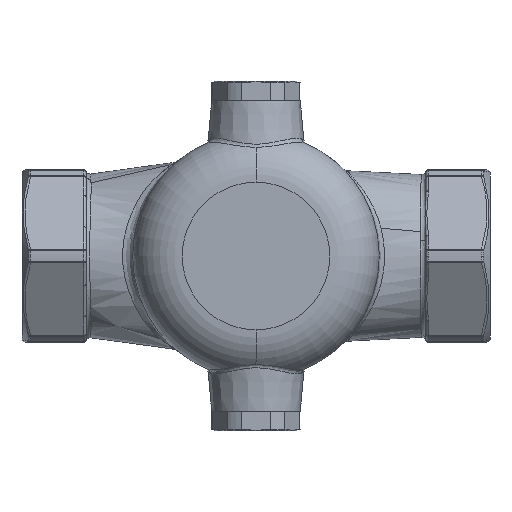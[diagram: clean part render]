
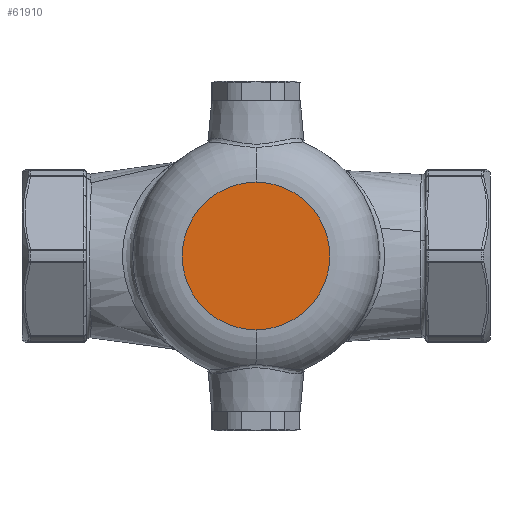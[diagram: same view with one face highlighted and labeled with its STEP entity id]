
A CAD part, front view. The second image highlights one B-rep face of the part: STEP entity #61910.
In plain terms, the highlighted planar face has unit normal (0, -1, 0).
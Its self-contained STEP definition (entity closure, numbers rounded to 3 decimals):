
#156 = FACE_OUTER_BOUND ( 'NONE', #31238, .T. ) ;
#4015 = CIRCLE ( 'NONE', #33131, 15. ) ;
#8535 = VERTEX_POINT ( 'NONE', #8910 ) ;
#8910 = CARTESIAN_POINT ( 'NONE',  ( 0., -33.5, 15. ) ) ;
#9435 = CARTESIAN_POINT ( 'NONE',  ( 0., -33.5, 0. ) ) ;
#15569 = DIRECTION ( 'NONE',  ( 0., 0., -1. ) ) ;
#21590 = PLANE ( 'NONE',  #53295 ) ;
#23238 = CARTESIAN_POINT ( 'NONE',  ( 0., -33.5, -15. ) ) ;
#25000 = VERTEX_POINT ( 'NONE', #23238 ) ;
#27922 = CARTESIAN_POINT ( 'NONE',  ( 0., -33.5, -15. ) ) ;
#28067 = DIRECTION ( 'NONE',  ( 0., 1., 0. ) ) ;
#28300 = CIRCLE ( 'NONE', #50043, 15. ) ;
#31238 = EDGE_LOOP ( 'NONE', ( #37376, #32461 ) ) ;
#32461 = ORIENTED_EDGE ( 'NONE', *, *, #50037, .F. ) ;
#33131 = AXIS2_PLACEMENT_3D ( 'NONE', #9435, #51625, #15569 ) ;
#34030 = DIRECTION ( 'NONE',  ( 0., 0., 1. ) ) ;
#37376 = ORIENTED_EDGE ( 'NONE', *, *, #47607, .F. ) ;
#47607 = EDGE_CURVE ( 'NONE', #25000, #8535, #28300, .T. ) ;
#50037 = EDGE_CURVE ( 'NONE', #8535, #25000, #4015, .T. ) ;
#50043 = AXIS2_PLACEMENT_3D ( 'NONE', #64038, #28067, #70075 ) ;
#51625 = DIRECTION ( 'NONE',  ( 0., 1., 0. ) ) ;
#53295 = AXIS2_PLACEMENT_3D ( 'NONE', #27922, #69925, #34030 ) ;
#61910 = ADVANCED_FACE ( 'NONE', ( #156 ), #21590, .T. ) ;
#64038 = CARTESIAN_POINT ( 'NONE',  ( 0., -33.5, 0. ) ) ;
#69925 = DIRECTION ( 'NONE',  ( 0., -1., 0. ) ) ;
#70075 = DIRECTION ( 'NONE',  ( 0., 0., -1. ) ) ;
